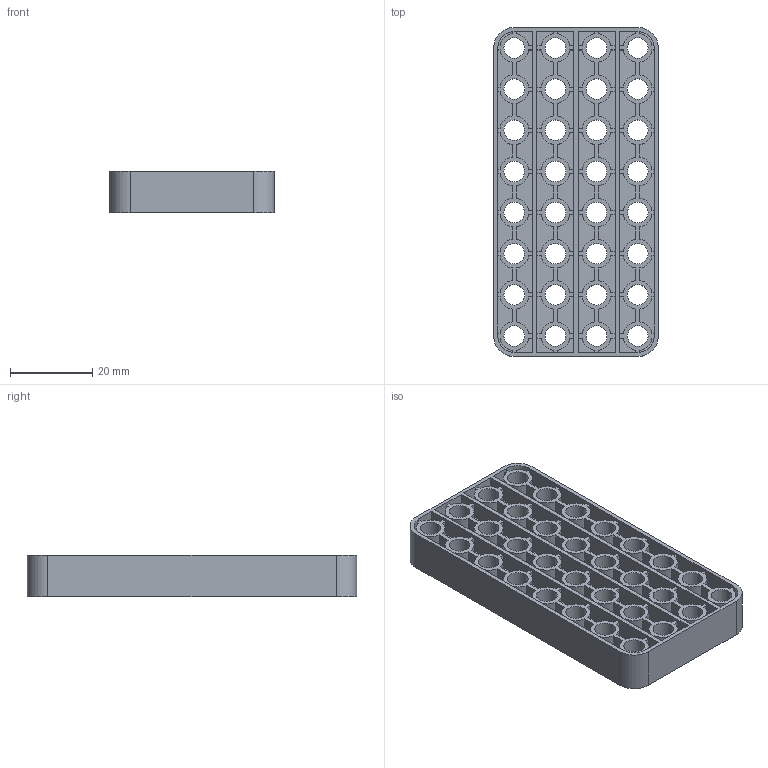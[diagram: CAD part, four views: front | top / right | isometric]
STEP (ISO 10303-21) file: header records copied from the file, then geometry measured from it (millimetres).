
FILE_DESCRIPTION(/* description */ ('','CAx-IF Rec.Pracs.---Representation and Presentation of Product Manufacturing Information (PMI)---4.0---2014-10-13'),/* implementation_level */ '2;1');
FILE_NAME(/* name */ 'S8x4.stp',/* time_stamp */ '2019-02-11T23:34:33+01:00',/* author */ ('Varga Daniel'),/* organization */ (''),/* preprocessor_version */ 'ST-DEVELOPER v17.2',/* originating_system */ 'Autodesk Inventor 2019',/* authorisation */ '');
FILE_SCHEMA (('AP242_MANAGED_MODEL_BASED_3D_ENGINEERING_MIM_LF { 1 0 10303 442 1 1 4 }'));
Length unit declared in the file: millimetre
Products named in the file (1): S8x8
Bounding box: 40 x 80 x 10 mm (x, y, z)
Volume: 12250.9 mm3; surface area: 23742.6 mm2
Topology: 1 solids, 1 shells, 890 faces, 2640 edges, 1760 vertices
Faces by surface type: plane 590, cylinder 300
Full cylindrical faces by diameter (mm): 5 x32
Entity records: 30018 total; most frequent: CARTESIAN_POINT 5308, ORIENTED_EDGE 5280, DIRECTION 5064, EDGE_CURVE 2640, LINE 2024, VECTOR 2024, VERTEX_POINT 1760, AXIS2_PLACEMENT_3D 1520
